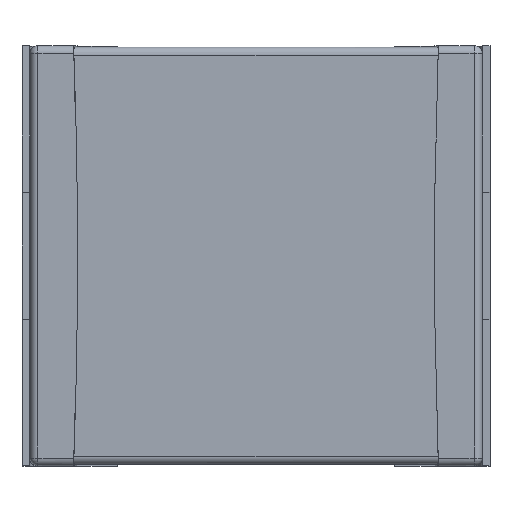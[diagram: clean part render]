
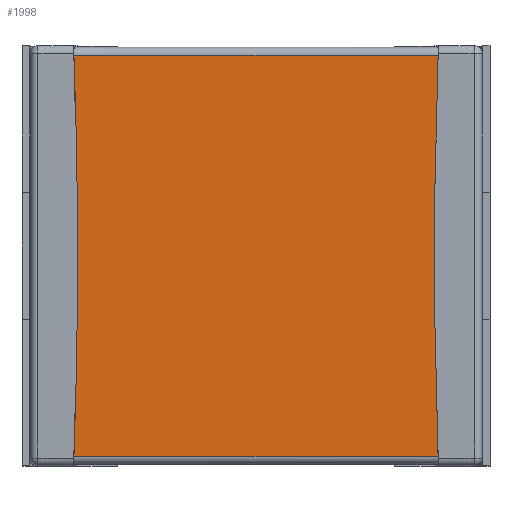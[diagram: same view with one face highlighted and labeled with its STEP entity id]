
A CAD part, top view. The second image highlights one B-rep face of the part: STEP entity #1998.
In plain terms, the highlighted planar face has unit normal (0, 0, 1).
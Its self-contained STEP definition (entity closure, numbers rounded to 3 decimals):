
#222 = CARTESIAN_POINT ( 'NONE',  ( -2.296, 2.53, 1.18 ) ) ;
#499 = EDGE_CURVE ( 'NONE', #9728, #1584, #4129, .T. ) ;
#511 = CARTESIAN_POINT ( 'NONE',  ( -72.5, 0., 1.18 ) ) ;
#538 = CARTESIAN_POINT ( 'NONE',  ( -2.296, -2.53, 1.18 ) ) ;
#744 = VECTOR ( 'NONE', #13952, 1000. ) ;
#754 = AXIS2_PLACEMENT_3D ( 'NONE', #3445, #9280, #4687 ) ;
#1584 = VERTEX_POINT ( 'NONE', #538 ) ;
#1998 = ADVANCED_FACE ( 'NONE', ( #13848 ), #11565, .T. ) ;
#2302 = DIRECTION ( 'NONE',  ( 0., -1., 0. ) ) ;
#2564 = CARTESIAN_POINT ( 'NONE',  ( 2.296, -2.53, 1.18 ) ) ;
#2851 = ORIENTED_EDGE ( 'NONE', *, *, #3217, .F. ) ;
#2880 = DIRECTION ( 'NONE',  ( 1., 0., 0. ) ) ;
#3217 = EDGE_CURVE ( 'NONE', #11067, #12205, #10535, .T. ) ;
#3421 = CIRCLE ( 'NONE', #13201, 70.25 ) ;
#3445 = CARTESIAN_POINT ( 'NONE',  ( 72.5, 0., 1.18 ) ) ;
#3917 = DIRECTION ( 'NONE',  ( 0., 0., -1. ) ) ;
#4026 = EDGE_CURVE ( 'NONE', #11067, #10156, #15020, .T. ) ;
#4129 = CIRCLE ( 'NONE', #4377, 70.25 ) ;
#4377 = AXIS2_PLACEMENT_3D ( 'NONE', #511, #3917, #7404 ) ;
#4687 = DIRECTION ( 'NONE',  ( -1., 0., 0. ) ) ;
#6037 = EDGE_CURVE ( 'NONE', #1584, #12205, #8726, .T. ) ;
#6215 = ORIENTED_EDGE ( 'NONE', *, *, #13540, .T. ) ;
#7157 = CARTESIAN_POINT ( 'NONE',  ( -72.5, 0., 1.18 ) ) ;
#7382 = EDGE_LOOP ( 'NONE', ( #6215, #8510, #8593, #2851, #8791 ) ) ;
#7404 = DIRECTION ( 'NONE',  ( 1., 0., 0. ) ) ;
#8510 = ORIENTED_EDGE ( 'NONE', *, *, #499, .T. ) ;
#8593 = ORIENTED_EDGE ( 'NONE', *, *, #6037, .T. ) ;
#8726 = LINE ( 'NONE', #13359, #12663 ) ;
#8791 = ORIENTED_EDGE ( 'NONE', *, *, #4026, .T. ) ;
#9280 = DIRECTION ( 'NONE',  ( 0., 0., 1. ) ) ;
#9728 = VERTEX_POINT ( 'NONE', #12638 ) ;
#10156 = VERTEX_POINT ( 'NONE', #222 ) ;
#10535 = CIRCLE ( 'NONE', #754, 70.25 ) ;
#11067 = VERTEX_POINT ( 'NONE', #14438 ) ;
#11565 = PLANE ( 'NONE',  #14786 ) ;
#12205 = VERTEX_POINT ( 'NONE', #2564 ) ;
#12638 = CARTESIAN_POINT ( 'NONE',  ( -2.25, 0., 1.18 ) ) ;
#12663 = VECTOR ( 'NONE', #2880, 1000. ) ;
#12695 = DIRECTION ( 'NONE',  ( 1., 0., 0. ) ) ;
#13201 = AXIS2_PLACEMENT_3D ( 'NONE', #7157, #15069, #12695 ) ;
#13359 = CARTESIAN_POINT ( 'NONE',  ( -2.3, -2.53, 1.18 ) ) ;
#13540 = EDGE_CURVE ( 'NONE', #10156, #9728, #3421, .T. ) ;
#13798 = CARTESIAN_POINT ( 'NONE',  ( -2.3, 2.53, 1.18 ) ) ;
#13848 = FACE_OUTER_BOUND ( 'NONE', #7382, .T. ) ;
#13936 = DIRECTION ( 'NONE',  ( 0., 0., 1. ) ) ;
#13952 = DIRECTION ( 'NONE',  ( -1., 0., 0. ) ) ;
#14438 = CARTESIAN_POINT ( 'NONE',  ( 2.296, 2.53, 1.18 ) ) ;
#14786 = AXIS2_PLACEMENT_3D ( 'NONE', #14937, #13936, #2302 ) ;
#14937 = CARTESIAN_POINT ( 'NONE',  ( -2.3, 2.63, 1.18 ) ) ;
#15020 = LINE ( 'NONE', #13798, #744 ) ;
#15069 = DIRECTION ( 'NONE',  ( 0., 0., -1. ) ) ;
